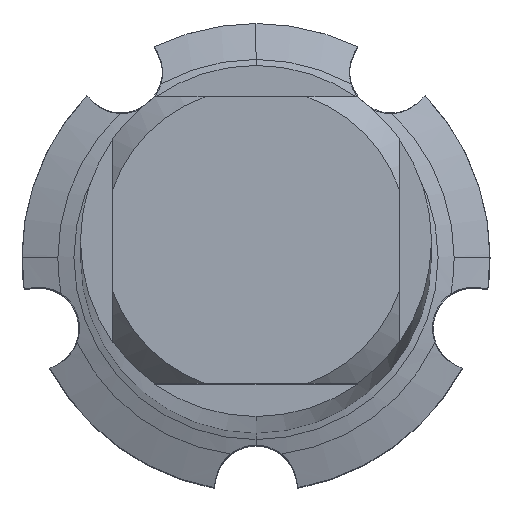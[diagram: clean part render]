
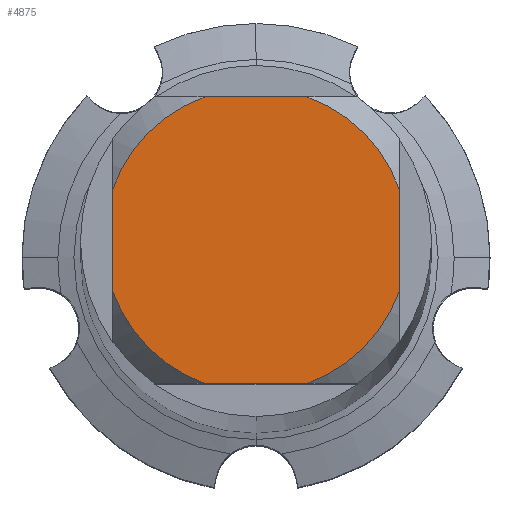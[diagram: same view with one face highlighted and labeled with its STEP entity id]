
A CAD part, top view. The second image highlights one B-rep face of the part: STEP entity #4875.
In plain terms, the highlighted planar face has unit normal (0, 0, 1).
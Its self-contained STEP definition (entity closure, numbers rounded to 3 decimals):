
#2653=VERTEX_POINT('',#7702);
#2731=EDGE_CURVE('',#7533,#6071,#7787,.T.);
#2947=VERTEX_POINT('',#8020);
#3235=EDGE_CURVE('',#2653,#5281,#8329,.T.);
#3525=EDGE_CURVE('',#2653,#6071,#8636,.T.);
#3743=EDGE_CURVE('',#7533,#5887,#8871,.T.);
#3943=EDGE_CURVE('',#4617,#5281,#9095,.T.);
#4617=VERTEX_POINT('',#9819);
#4699=EDGE_CURVE('',#2947,#4847,#9909,.T.);
#4847=VERTEX_POINT('',#10068);
#4875=ADVANCED_FACE('',(#10097),#10098,.T.);
#5281=VERTEX_POINT('',#10552);
#5887=VERTEX_POINT('',#11223);
#5981=EDGE_CURVE('',#4617,#4847,#11324,.T.);
#6071=VERTEX_POINT('',#11426);
#6891=EDGE_CURVE('',#2947,#5887,#12315,.T.);
#7533=VERTEX_POINT('',#13004);
#7702=CARTESIAN_POINT('',(-2.45,0.87,0.0));
#7787=LINE('',#13431,#13432);
#8020=CARTESIAN_POINT('',(2.45,-0.87,0.0));
#8329=LINE('',#14402,#14403);
#8636=CIRCLE('',#14951,2.6);
#8871=CIRCLE('',#15348,2.6);
#9095=CIRCLE('',#15742,2.6);
#9819=CARTESIAN_POINT('',(-0.87,-2.45,0.0));
#9909=CIRCLE('',#17092,2.6);
#10068=CARTESIAN_POINT('',(0.87,-2.45,0.0));
#10097=FACE_OUTER_BOUND('',#17391,.T.);
#10098=PLANE('',#17392);
#10552=CARTESIAN_POINT('',(-2.45,-0.87,0.0));
#11223=CARTESIAN_POINT('',(2.45,0.87,0.0));
#11324=LINE('',#19496,#19497);
#11426=CARTESIAN_POINT('',(-0.87,2.45,0.0));
#12315=LINE('',#21252,#21253);
#13004=CARTESIAN_POINT('',(0.87,2.45,0.0));
#13431=CARTESIAN_POINT('',(0.0,2.45,0.0));
#13432=VECTOR('',#22886,1.0);
#14402=CARTESIAN_POINT('',(-2.45,0.65,0.0));
#14403=VECTOR('',#23476,1.0);
#14951=AXIS2_PLACEMENT_3D('',#23728,#23729,#23730);
#15348=AXIS2_PLACEMENT_3D('',#23969,#23970,#23971);
#15742=AXIS2_PLACEMENT_3D('',#24252,#24253,#24254);
#17092=AXIS2_PLACEMENT_3D('',#25086,#25087,#25088);
#17391=EDGE_LOOP('',(#25273,#25274,#25275,#25276,#25277,#25278,#25279,#25280));
#17392=AXIS2_PLACEMENT_3D('',#25281,#25282,#25283);
#19496=CARTESIAN_POINT('',(0.0,-2.45,0.0));
#19497=VECTOR('',#26765,1.0);
#21252=CARTESIAN_POINT('',(2.45,0.65,0.0));
#21253=VECTOR('',#27905,1.0);
#22886=DIRECTION('',(-1.0,0.0,0.0));
#23476=DIRECTION('',(-0.0,-1.0,0.0));
#23728=CARTESIAN_POINT('',(0.0,0.0,0.0));
#23729=DIRECTION('',(0.0,0.0,-1.0));
#23730=DIRECTION('',(0.0,1.0,0.0));
#23969=CARTESIAN_POINT('',(0.0,0.0,0.0));
#23970=DIRECTION('',(0.0,0.0,-1.0));
#23971=DIRECTION('',(0.0,1.0,0.0));
#24252=CARTESIAN_POINT('',(0.0,0.0,0.0));
#24253=DIRECTION('',(0.0,0.0,-1.0));
#24254=DIRECTION('',(0.0,1.0,0.0));
#25086=CARTESIAN_POINT('',(0.0,0.0,0.0));
#25087=DIRECTION('',(0.0,0.0,-1.0));
#25088=DIRECTION('',(0.0,1.0,0.0));
#25273=ORIENTED_EDGE('',*,*,#3235,.T.);
#25274=ORIENTED_EDGE('',*,*,#3943,.F.);
#25275=ORIENTED_EDGE('',*,*,#5981,.T.);
#25276=ORIENTED_EDGE('',*,*,#4699,.F.);
#25277=ORIENTED_EDGE('',*,*,#6891,.T.);
#25278=ORIENTED_EDGE('',*,*,#3743,.F.);
#25279=ORIENTED_EDGE('',*,*,#2731,.T.);
#25280=ORIENTED_EDGE('',*,*,#3525,.F.);
#25281=CARTESIAN_POINT('',(0.0,1.3,0.0));
#25282=DIRECTION('',(-0.0,0.0,1.0));
#25283=DIRECTION('',(0.0,-1.0,0.0));
#26765=DIRECTION('',(1.0,0.0,0.0));
#27905=DIRECTION('',(-0.0,1.0,0.0));
